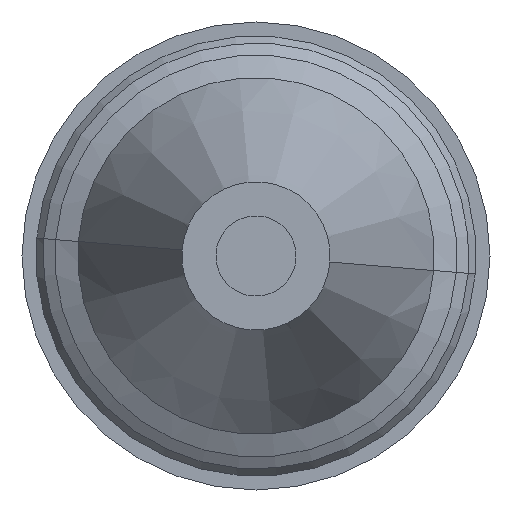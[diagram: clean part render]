
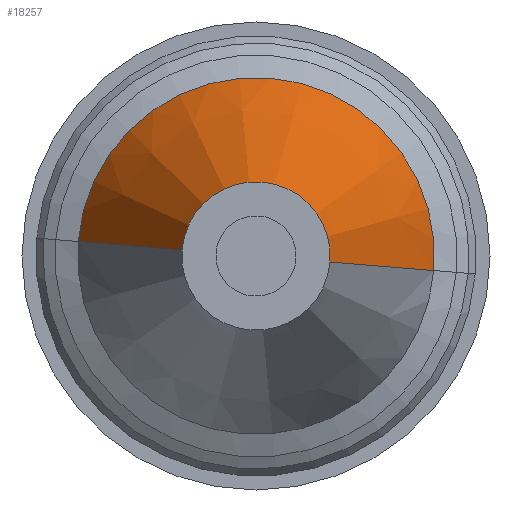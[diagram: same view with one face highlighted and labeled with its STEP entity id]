
A CAD part, front view. The second image highlights one B-rep face of the part: STEP entity #18257.
In plain terms, the highlighted conical face has half-angle 24.229 degrees and reference radius 133.441 mm.
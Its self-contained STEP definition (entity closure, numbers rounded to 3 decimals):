
#589 = CARTESIAN_POINT ( 'NONE',  ( 133.441, -660.201, 0. ) ) ;
#632 = EDGE_LOOP ( 'NONE', ( #13047, #11135, #12983, #4264 ) ) ;
#1061 = VERTEX_POINT ( 'NONE', #1069 ) ;
#1069 = CARTESIAN_POINT ( 'NONE',  ( -133.441, -660.201, 0. ) ) ;
#1107 = DIRECTION ( 'NONE',  ( -1., 0., 0. ) ) ;
#1350 = DIRECTION ( 'NONE',  ( -1., 0., 0. ) ) ;
#2407 = VECTOR ( 'NONE', #10916, 1000. ) ;
#2827 = CARTESIAN_POINT ( 'NONE',  ( 0., -660.201, 0. ) ) ;
#3992 = VERTEX_POINT ( 'NONE', #589 ) ;
#4264 = ORIENTED_EDGE ( 'NONE', *, *, #19349, .F. ) ;
#4855 = CARTESIAN_POINT ( 'NONE',  ( 0., -660.201, 0. ) ) ;
#6433 = CIRCLE ( 'NONE', #14388, 133.441 ) ;
#6567 = DIRECTION ( 'NONE',  ( -1., 0., 0. ) ) ;
#9881 = CARTESIAN_POINT ( 'NONE',  ( -37., -874.5, 0. ) ) ;
#10176 = CONICAL_SURFACE ( 'NONE', #16930, 133.441, 0.423 ) ;
#10710 = LINE ( 'NONE', #15190, #19378 ) ;
#10916 = DIRECTION ( 'NONE',  ( 0.41, 0.912, 0. ) ) ;
#11135 = ORIENTED_EDGE ( 'NONE', *, *, #11787, .T. ) ;
#11547 = LINE ( 'NONE', #12640, #2407 ) ;
#11644 = DIRECTION ( 'NONE',  ( 0., 1., 0. ) ) ;
#11787 = EDGE_CURVE ( 'NONE', #16098, #3992, #11547, .T. ) ;
#12258 = EDGE_CURVE ( 'NONE', #1061, #3992, #6433, .T. ) ;
#12640 = CARTESIAN_POINT ( 'NONE',  ( 133.441, -660.201, 0. ) ) ;
#12822 = EDGE_CURVE ( 'NONE', #13904, #16098, #13414, .T. ) ;
#12983 = ORIENTED_EDGE ( 'NONE', *, *, #12258, .F. ) ;
#13047 = ORIENTED_EDGE ( 'NONE', *, *, #12822, .T. ) ;
#13414 = CIRCLE ( 'NONE', #15834, 37. ) ;
#13904 = VERTEX_POINT ( 'NONE', #9881 ) ;
#14388 = AXIS2_PLACEMENT_3D ( 'NONE', #4855, #16898, #6567 ) ;
#15190 = CARTESIAN_POINT ( 'NONE',  ( -133.441, -660.201, 0. ) ) ;
#15344 = FACE_OUTER_BOUND ( 'NONE', #632, .T. ) ;
#15834 = AXIS2_PLACEMENT_3D ( 'NONE', #22066, #11644, #1350 ) ;
#16098 = VERTEX_POINT ( 'NONE', #20524 ) ;
#16618 = DIRECTION ( 'NONE',  ( 0., 1., 0. ) ) ;
#16898 = DIRECTION ( 'NONE',  ( 0., 1., 0. ) ) ;
#16930 = AXIS2_PLACEMENT_3D ( 'NONE', #2827, #16618, #1107 ) ;
#18257 = ADVANCED_FACE ( 'NONE', ( #15344 ), #10176, .T. ) ;
#19349 = EDGE_CURVE ( 'NONE', #13904, #1061, #10710, .T. ) ;
#19378 = VECTOR ( 'NONE', #20406, 1000. ) ;
#20406 = DIRECTION ( 'NONE',  ( -0.41, 0.912, 0. ) ) ;
#20524 = CARTESIAN_POINT ( 'NONE',  ( 37., -874.5, 0. ) ) ;
#22066 = CARTESIAN_POINT ( 'NONE',  ( 0., -874.5, 0. ) ) ;
